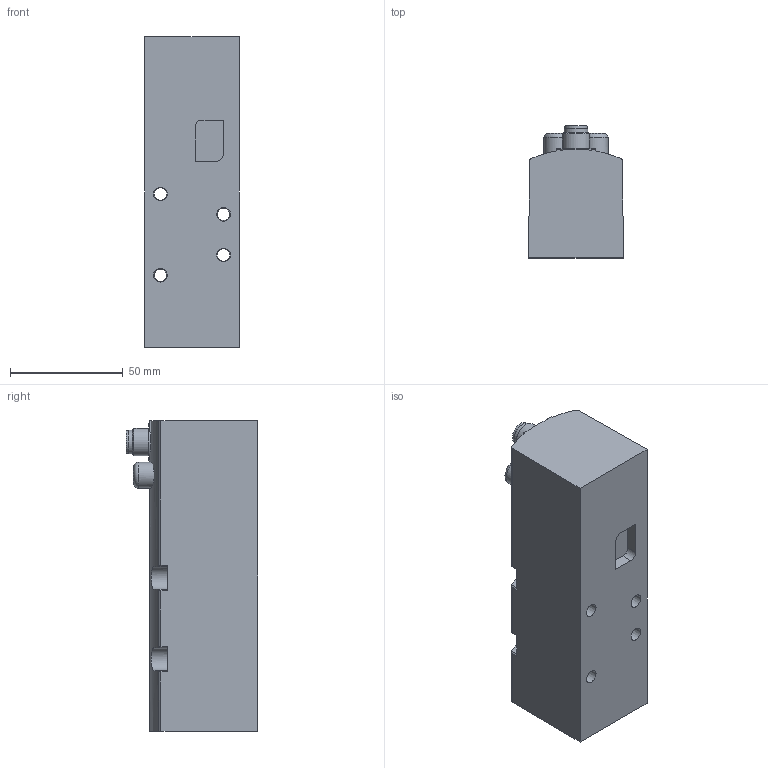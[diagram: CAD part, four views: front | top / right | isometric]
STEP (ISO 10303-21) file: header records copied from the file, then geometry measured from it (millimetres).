
FILE_DESCRIPTION(/* description */ ('STEP AP214'),/* implementation_level */ '2;1');
FILE_NAME(/* name */ '561370_VSVA-B-T32U-AZD-D1-1R5L',/* time_stamp */ '2024-09-17T10:35:29+02:00',/* author */ ('License CC BY-ND 4.0'),/* organization */ ('CADENAS'),/* preprocessor_version */ 'ST-DEVELOPER v19.3',/* originating_system */ 'PARTsolutions',/* authorisation */ ' ');
FILE_SCHEMA (('MODEL_BASED_INTEGRATED_MANUFACTURING_SCHEMA','AUTOMOTIVE_DESIGN {1 0 10303 214 3 1 1}'));
Length unit declared in the file: millimetre
Products named in the file (1): 561370 VSVA-B-T32U-AZD-D1-1R5L
Bounding box: 42 x 58.3 x 137.8 mm (x, y, z)
Volume: 261612.1 mm3; surface area: 32165.3 mm2
Topology: 1 solids, 1 shells, 111 faces, 283 edges, 186 vertices
Faces by surface type: plane 65, cylinder 32, cone 10, sphere 2, torus 2
Full cylindrical faces by diameter (mm): 1 x3, 5.5 x4, 9.4 x1, 10.5 x1, 11.4 x2, 12 x1, 16 x1
Entity records: 3350 total; most frequent: CARTESIAN_POINT 653, DIRECTION 568, ORIENTED_EDGE 514, EDGE_CURVE 257, AXIS2_PLACEMENT_3D 214, VERTEX_POINT 183, EDGE_LOOP 154, FACE_BOUND 154
